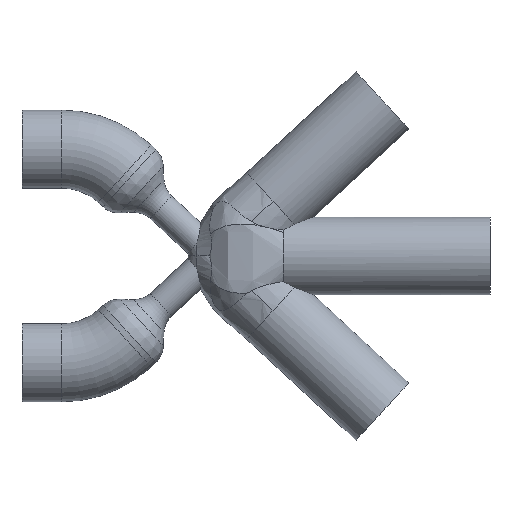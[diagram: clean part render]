
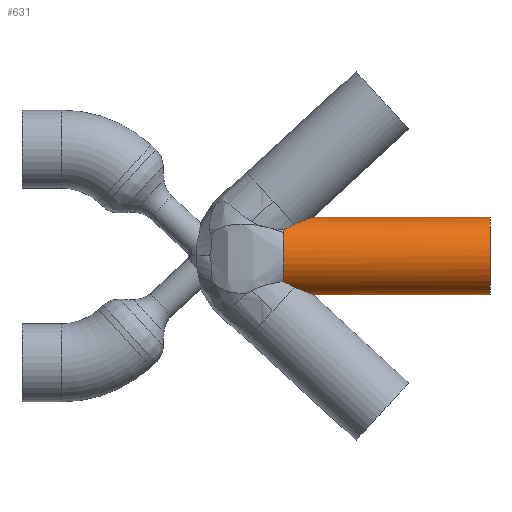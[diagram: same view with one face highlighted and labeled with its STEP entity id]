
A CAD part, top view. The second image highlights one B-rep face of the part: STEP entity #631.
In plain terms, the highlighted cylindrical face has radius 2.5 mm (diameter 5 mm), a full revolution.
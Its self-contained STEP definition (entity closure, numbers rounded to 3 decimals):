
#19=ELLIPSE('',#702,6.869,2.5);
#20=ELLIPSE('',#711,6.869,2.5);
#21=ELLIPSE('',#712,6.869,2.5);
#49=B_SPLINE_CURVE_WITH_KNOTS('',3,(#1214,#1215,#1216,#1217),
 .UNSPECIFIED.,.F.,.F.,(4,4),(-0.088,0.),.UNSPECIFIED.);
#59=B_SPLINE_CURVE_WITH_KNOTS('',3,(#1369,#1370,#1371,#1372),
 .UNSPECIFIED.,.F.,.F.,(4,4),(-0.088,0.),.UNSPECIFIED.);
#78=B_SPLINE_CURVE_WITH_KNOTS('',3,(#1729,#1730,#1731,#1732),
 .UNSPECIFIED.,.F.,.F.,(4,4),(-0.088,0.),.UNSPECIFIED.);
#79=B_SPLINE_CURVE_WITH_KNOTS('',3,(#1750,#1751,#1752,#1753),
 .UNSPECIFIED.,.F.,.F.,(4,4),(-0.088,0.),.UNSPECIFIED.);
#94=LINE('',#1763,#105);
#105=VECTOR('',#863,2.5);
#114=CYLINDRICAL_SURFACE('',#713,2.5);
#147=FACE_OUTER_BOUND('',#183,.T.);
#183=EDGE_LOOP('',(#577,#578,#579,#580,#581,#582,#583,#584,#585,#586,#587,
#588,#589,#590));
#226=CIRCLE('',#705,2.5);
#227=CIRCLE('',#706,2.5);
#228=CIRCLE('',#707,2.5);
#229=CIRCLE('',#708,2.5);
#231=CIRCLE('',#714,2.5);
#268=VERTEX_POINT('',#1212);
#269=VERTEX_POINT('',#1213);
#278=VERTEX_POINT('',#1324);
#279=VERTEX_POINT('',#1367);
#280=VERTEX_POINT('',#1368);
#287=VERTEX_POINT('',#1495);
#288=VERTEX_POINT('',#1504);
#292=VERTEX_POINT('',#1578);
#293=VERTEX_POINT('',#1650);
#294=VERTEX_POINT('',#1749);
#295=VERTEX_POINT('',#1757);
#296=VERTEX_POINT('',#1761);
#350=EDGE_CURVE('',#268,#269,#49,.T.);
#362=EDGE_CURVE('',#278,#268,#19,.T.);
#364=EDGE_CURVE('',#279,#280,#59,.T.);
#374=EDGE_CURVE('',#288,#287,#226,.T.);
#383=EDGE_CURVE('',#269,#292,#227,.T.);
#386=EDGE_CURVE('',#293,#288,#228,.T.);
#387=EDGE_CURVE('',#292,#279,#229,.T.);
#388=EDGE_CURVE('',#287,#278,#78,.T.);
#389=EDGE_CURVE('',#294,#293,#79,.T.);
#392=EDGE_CURVE('',#295,#294,#20,.T.);
#393=EDGE_CURVE('',#280,#295,#21,.T.);
#394=EDGE_CURVE('',#296,#296,#231,.T.);
#395=EDGE_CURVE('',#296,#295,#94,.T.);
#577=ORIENTED_EDGE('',*,*,#394,.F.);
#578=ORIENTED_EDGE('',*,*,#395,.T.);
#579=ORIENTED_EDGE('',*,*,#392,.T.);
#580=ORIENTED_EDGE('',*,*,#389,.T.);
#581=ORIENTED_EDGE('',*,*,#386,.T.);
#582=ORIENTED_EDGE('',*,*,#374,.T.);
#583=ORIENTED_EDGE('',*,*,#388,.T.);
#584=ORIENTED_EDGE('',*,*,#362,.T.);
#585=ORIENTED_EDGE('',*,*,#350,.T.);
#586=ORIENTED_EDGE('',*,*,#383,.T.);
#587=ORIENTED_EDGE('',*,*,#387,.T.);
#588=ORIENTED_EDGE('',*,*,#364,.T.);
#589=ORIENTED_EDGE('',*,*,#393,.T.);
#590=ORIENTED_EDGE('',*,*,#395,.F.);
#631=ADVANCED_FACE('',(#147),#114,.T.);
#702=AXIS2_PLACEMENT_3D('',#1325,#836,#837);
#705=AXIS2_PLACEMENT_3D('',#1505,#842,#843);
#706=AXIS2_PLACEMENT_3D('',#1583,#844,#845);
#707=AXIS2_PLACEMENT_3D('',#1655,#846,#847);
#708=AXIS2_PLACEMENT_3D('',#1672,#848,#849);
#711=AXIS2_PLACEMENT_3D('',#1758,#855,#856);
#712=AXIS2_PLACEMENT_3D('',#1759,#857,#858);
#713=AXIS2_PLACEMENT_3D('',#1760,#859,#860);
#714=AXIS2_PLACEMENT_3D('',#1762,#861,#862);
#836=DIRECTION('center_axis',(0.364,0.931,0.));
#837=DIRECTION('ref_axis',(0.931,-0.364,0.));
#842=DIRECTION('center_axis',(1.,0.,0.));
#843=DIRECTION('ref_axis',(0.,-1.,0.));
#844=DIRECTION('center_axis',(1.,0.,0.));
#845=DIRECTION('ref_axis',(0.,-1.,0.));
#846=DIRECTION('center_axis',(1.,0.,0.));
#847=DIRECTION('ref_axis',(0.,-1.,0.));
#848=DIRECTION('center_axis',(1.,0.,0.));
#849=DIRECTION('ref_axis',(0.,-1.,0.));
#855=DIRECTION('center_axis',(0.364,-0.931,0.));
#856=DIRECTION('ref_axis',(-0.931,-0.364,0.));
#857=DIRECTION('center_axis',(0.364,-0.931,0.));
#858=DIRECTION('ref_axis',(-0.931,-0.364,0.));
#859=DIRECTION('center_axis',(1.,0.,0.));
#860=DIRECTION('ref_axis',(0.,-1.,0.));
#861=DIRECTION('center_axis',(1.,0.,0.));
#862=DIRECTION('ref_axis',(0.,-1.,0.));
#863=DIRECTION('',(-1.,0.,0.));
#1212=CARTESIAN_POINT('',(2.459,-12.017,-11.478));
#1213=CARTESIAN_POINT('',(1.75,-11.657,-11.872));
#1214=CARTESIAN_POINT('Ctrl Pts',(2.459,-12.017,-11.478));
#1215=CARTESIAN_POINT('Ctrl Pts',(2.238,-11.902,-11.634));
#1216=CARTESIAN_POINT('Ctrl Pts',(1.997,-11.778,-11.765));
#1217=CARTESIAN_POINT('Ctrl Pts',(1.75,-11.657,-11.872));
#1324=CARTESIAN_POINT('',(2.459,-12.017,-8.522));
#1325=CARTESIAN_POINT('Origin',(-2.702,-10.,-10.));
#1367=CARTESIAN_POINT('',(1.75,-8.343,-11.872));
#1368=CARTESIAN_POINT('',(2.459,-7.983,-11.478));
#1369=CARTESIAN_POINT('Ctrl Pts',(1.75,-8.343,-11.872));
#1370=CARTESIAN_POINT('Ctrl Pts',(1.997,-8.222,-11.765));
#1371=CARTESIAN_POINT('Ctrl Pts',(2.238,-8.098,-11.634));
#1372=CARTESIAN_POINT('Ctrl Pts',(2.459,-7.983,-11.478));
#1495=CARTESIAN_POINT('',(1.75,-11.657,-8.128));
#1504=CARTESIAN_POINT('',(1.75,-8.487,-8.01));
#1505=CARTESIAN_POINT('Origin',(1.75,-10.,-10.));
#1578=CARTESIAN_POINT('',(1.75,-8.487,-11.99));
#1583=CARTESIAN_POINT('Origin',(1.75,-10.,-10.));
#1650=CARTESIAN_POINT('',(1.75,-8.343,-8.128));
#1655=CARTESIAN_POINT('Origin',(1.75,-10.,-10.));
#1672=CARTESIAN_POINT('Origin',(1.75,-10.,-10.));
#1729=CARTESIAN_POINT('Ctrl Pts',(1.75,-11.657,-8.128));
#1730=CARTESIAN_POINT('Ctrl Pts',(1.997,-11.778,-8.235));
#1731=CARTESIAN_POINT('Ctrl Pts',(2.238,-11.902,-8.366));
#1732=CARTESIAN_POINT('Ctrl Pts',(2.459,-12.017,-8.522));
#1749=CARTESIAN_POINT('',(2.459,-7.983,-8.522));
#1750=CARTESIAN_POINT('Ctrl Pts',(2.459,-7.983,-8.522));
#1751=CARTESIAN_POINT('Ctrl Pts',(2.238,-8.098,-8.366));
#1752=CARTESIAN_POINT('Ctrl Pts',(1.997,-8.222,-8.235));
#1753=CARTESIAN_POINT('Ctrl Pts',(1.75,-8.343,-8.128));
#1757=CARTESIAN_POINT('',(3.696,-7.5,-10.));
#1758=CARTESIAN_POINT('Origin',(-2.702,-10.,-10.));
#1759=CARTESIAN_POINT('Origin',(-2.702,-10.,-10.));
#1760=CARTESIAN_POINT('Origin',(1.75,-10.,-10.));
#1761=CARTESIAN_POINT('',(15.,-7.5,-10.));
#1762=CARTESIAN_POINT('Origin',(15.,-10.,-10.));
#1763=CARTESIAN_POINT('',(1.75,-7.5,-10.));
